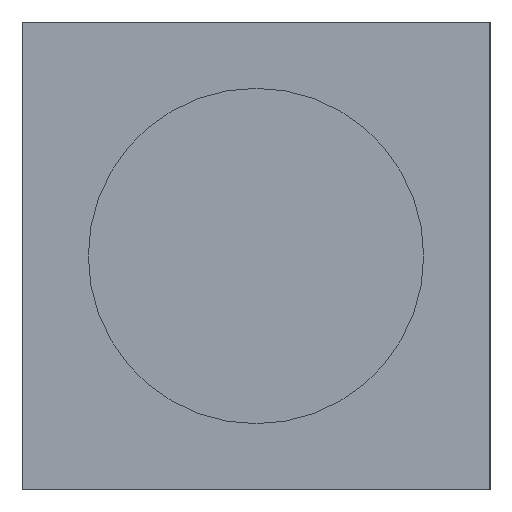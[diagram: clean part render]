
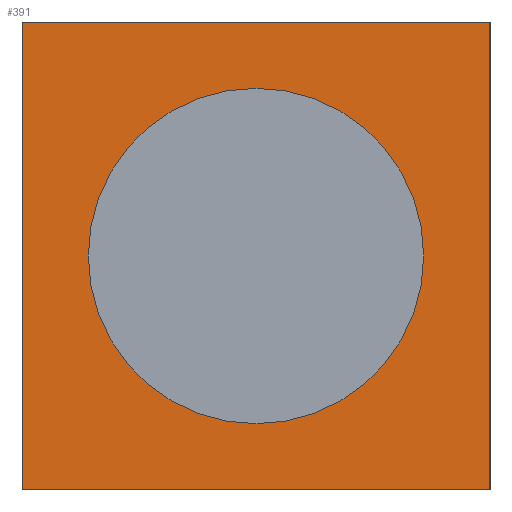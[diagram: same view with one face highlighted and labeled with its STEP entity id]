
A CAD part, left-side view. The second image highlights one B-rep face of the part: STEP entity #391.
In plain terms, the highlighted planar face has unit normal (-1, 0, 0).
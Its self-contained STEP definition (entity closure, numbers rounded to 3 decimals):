
#4 = CARTESIAN_POINT ( 'NONE',  ( 0., 0., 6. ) ) ;
#6 = DIRECTION ( 'NONE',  ( 0., -1., 0. ) ) ;
#19 = EDGE_CURVE ( 'NONE', #125, #162, #256, .T. ) ;
#36 = VECTOR ( 'NONE', #6, 1000. ) ;
#47 = AXIS2_PLACEMENT_3D ( 'NONE', #336, #150, #366 ) ;
#61 = CARTESIAN_POINT ( 'NONE',  ( 0., 3., 0.85 ) ) ;
#77 = VERTEX_POINT ( 'NONE', #114 ) ;
#80 = CIRCLE ( 'NONE', #315, 2.15 ) ;
#81 = ORIENTED_EDGE ( 'NONE', *, *, #355, .F. ) ;
#99 = ORIENTED_EDGE ( 'NONE', *, *, #369, .T. ) ;
#100 = DIRECTION ( 'NONE',  ( 0., -1., 0. ) ) ;
#110 = VERTEX_POINT ( 'NONE', #389 ) ;
#114 = CARTESIAN_POINT ( 'NONE',  ( 0., 0., 0. ) ) ;
#125 = VERTEX_POINT ( 'NONE', #204 ) ;
#130 = PLANE ( 'NONE',  #311 ) ;
#150 = DIRECTION ( 'NONE',  ( -1., 0., 0. ) ) ;
#156 = CARTESIAN_POINT ( 'NONE',  ( 0., 3., 5.15 ) ) ;
#158 = FACE_OUTER_BOUND ( 'NONE', #294, .T. ) ;
#161 = VERTEX_POINT ( 'NONE', #61 ) ;
#162 = VERTEX_POINT ( 'NONE', #397 ) ;
#174 = VECTOR ( 'NONE', #338, 1000. ) ;
#175 = DIRECTION ( 'NONE',  ( -1., 0., 0. ) ) ;
#183 = VECTOR ( 'NONE', #361, 1000. ) ;
#185 = CARTESIAN_POINT ( 'NONE',  ( 0., 0., 6. ) ) ;
#198 = LINE ( 'NONE', #305, #174 ) ;
#199 = EDGE_LOOP ( 'NONE', ( #307, #292 ) ) ;
#204 = CARTESIAN_POINT ( 'NONE',  ( 0., 6., 6. ) ) ;
#218 = CIRCLE ( 'NONE', #47, 2.15 ) ;
#248 = DIRECTION ( 'NONE',  ( 1., 0., 0. ) ) ;
#254 = ORIENTED_EDGE ( 'NONE', *, *, #392, .F. ) ;
#256 = LINE ( 'NONE', #257, #183 ) ;
#257 = CARTESIAN_POINT ( 'NONE',  ( 0., 6., 6. ) ) ;
#269 = LINE ( 'NONE', #306, #384 ) ;
#271 = CARTESIAN_POINT ( 'NONE',  ( 0., 3., 3. ) ) ;
#279 = FACE_BOUND ( 'NONE', #199, .T. ) ;
#282 = EDGE_CURVE ( 'NONE', #161, #390, #80, .T. ) ;
#292 = ORIENTED_EDGE ( 'NONE', *, *, #314, .F. ) ;
#293 = LINE ( 'NONE', #4, #36 ) ;
#294 = EDGE_LOOP ( 'NONE', ( #99, #254, #81, #376 ) ) ;
#305 = CARTESIAN_POINT ( 'NONE',  ( 0., 0., 6. ) ) ;
#306 = CARTESIAN_POINT ( 'NONE',  ( 0., 0., 0. ) ) ;
#307 = ORIENTED_EDGE ( 'NONE', *, *, #282, .F. ) ;
#311 = AXIS2_PLACEMENT_3D ( 'NONE', #185, #248, #344 ) ;
#314 = EDGE_CURVE ( 'NONE', #390, #161, #218, .T. ) ;
#315 = AXIS2_PLACEMENT_3D ( 'NONE', #271, #175, #325 ) ;
#325 = DIRECTION ( 'NONE',  ( 0., 0., 1. ) ) ;
#336 = CARTESIAN_POINT ( 'NONE',  ( 0., 3., 3. ) ) ;
#338 = DIRECTION ( 'NONE',  ( 0., 0., -1. ) ) ;
#344 = DIRECTION ( 'NONE',  ( 0., 0., -1. ) ) ;
#355 = EDGE_CURVE ( 'NONE', #125, #110, #293, .T. ) ;
#361 = DIRECTION ( 'NONE',  ( 0., 0., -1. ) ) ;
#366 = DIRECTION ( 'NONE',  ( 0., 0., 1. ) ) ;
#369 = EDGE_CURVE ( 'NONE', #162, #77, #269, .T. ) ;
#376 = ORIENTED_EDGE ( 'NONE', *, *, #19, .T. ) ;
#384 = VECTOR ( 'NONE', #100, 1000. ) ;
#389 = CARTESIAN_POINT ( 'NONE',  ( 0., 0., 6. ) ) ;
#390 = VERTEX_POINT ( 'NONE', #156 ) ;
#391 = ADVANCED_FACE ( 'NONE', ( #279, #158 ), #130, .F. ) ;
#392 = EDGE_CURVE ( 'NONE', #110, #77, #198, .T. ) ;
#397 = CARTESIAN_POINT ( 'NONE',  ( 0., 6., 0. ) ) ;
